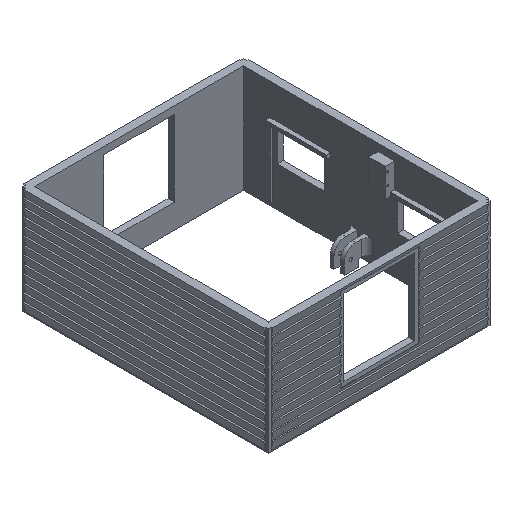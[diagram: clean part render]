
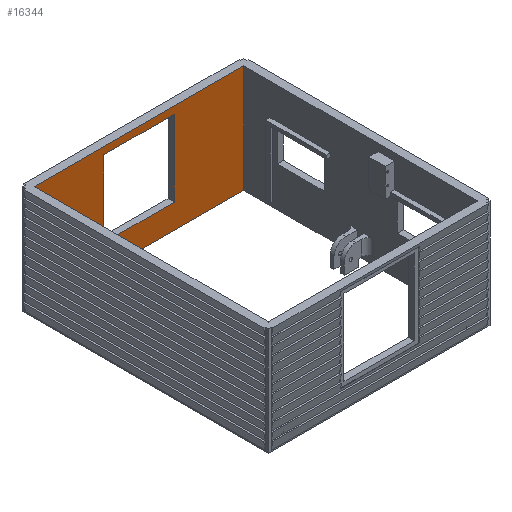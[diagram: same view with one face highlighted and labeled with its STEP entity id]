
A CAD part, isometric view. The second image highlights one B-rep face of the part: STEP entity #16344.
In plain terms, the highlighted planar face has unit normal (0, -1, 0).
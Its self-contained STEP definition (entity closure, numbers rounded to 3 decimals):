
#218 = VERTEX_POINT ( 'NONE', #6844 ) ;
#488 = VERTEX_POINT ( 'NONE', #18130 ) ;
#601 = VERTEX_POINT ( 'NONE', #16496 ) ;
#612 = LINE ( 'NONE', #4939, #16498 ) ;
#876 = ORIENTED_EDGE ( 'NONE', *, *, #18075, .F. ) ;
#1097 = EDGE_CURVE ( 'NONE', #1478, #488, #9122, .T. ) ;
#1188 = DIRECTION ( 'NONE',  ( 0., 0., -1. ) ) ;
#1478 = VERTEX_POINT ( 'NONE', #9095 ) ;
#1597 = CARTESIAN_POINT ( 'NONE',  ( -89.304, 99.81, 0. ) ) ;
#1641 = LINE ( 'NONE', #9581, #9574 ) ;
#2245 = LINE ( 'NONE', #11318, #19261 ) ;
#2408 = CARTESIAN_POINT ( 'NONE',  ( 30., 99.81, 20.86 ) ) ;
#3157 = EDGE_CURVE ( 'NONE', #15324, #601, #12274, .T. ) ;
#3864 = FACE_OUTER_BOUND ( 'NONE', #12944, .T. ) ;
#4304 = EDGE_LOOP ( 'NONE', ( #20286, #876, #13253, #19945 ) ) ;
#4415 = DIRECTION ( 'NONE',  ( 0., 0., -1. ) ) ;
#4894 = ORIENTED_EDGE ( 'NONE', *, *, #1097, .T. ) ;
#4939 = CARTESIAN_POINT ( 'NONE',  ( 30., 99.81, 85.86 ) ) ;
#5157 = VECTOR ( 'NONE', #20212, 1000. ) ;
#5315 = DIRECTION ( 'NONE',  ( 0., 0., -1. ) ) ;
#5506 = EDGE_CURVE ( 'NONE', #9651, #488, #19117, .T. ) ;
#6107 = EDGE_CURVE ( 'NONE', #20411, #9651, #10517, .T. ) ;
#6482 = DIRECTION ( 'NONE',  ( -1., 0., 0. ) ) ;
#6844 = CARTESIAN_POINT ( 'NONE',  ( -30., 99.81, 20.86 ) ) ;
#6959 = FACE_BOUND ( 'NONE', #4304, .T. ) ;
#6980 = LINE ( 'NONE', #13181, #19894 ) ;
#7504 = VERTEX_POINT ( 'NONE', #20077 ) ;
#8180 = EDGE_CURVE ( 'NONE', #7504, #218, #1641, .T. ) ;
#8430 = EDGE_CURVE ( 'NONE', #601, #7504, #612, .T. ) ;
#9095 = CARTESIAN_POINT ( 'NONE',  ( -89.304, 99.81, 92. ) ) ;
#9104 = VECTOR ( 'NONE', #20011, 1000. ) ;
#9110 = ORIENTED_EDGE ( 'NONE', *, *, #18007, .T. ) ;
#9122 = LINE ( 'NONE', #15321, #14775 ) ;
#9220 = VECTOR ( 'NONE', #19015, 1000. ) ;
#9574 = VECTOR ( 'NONE', #4415, 1000. ) ;
#9581 = CARTESIAN_POINT ( 'NONE',  ( -30., 99.81, 20.86 ) ) ;
#9651 = VERTEX_POINT ( 'NONE', #16804 ) ;
#10057 = DIRECTION ( 'NONE',  ( 0., -1., 0. ) ) ;
#10517 = LINE ( 'NONE', #15263, #5157 ) ;
#11318 = CARTESIAN_POINT ( 'NONE',  ( 30., 99.81, 20.86 ) ) ;
#11529 = DIRECTION ( 'NONE',  ( -1., 0., 0. ) ) ;
#12263 = ORIENTED_EDGE ( 'NONE', *, *, #6107, .F. ) ;
#12274 = LINE ( 'NONE', #15071, #9104 ) ;
#12944 = EDGE_LOOP ( 'NONE', ( #4894, #13550, #12263, #9110 ) ) ;
#13181 = CARTESIAN_POINT ( 'NONE',  ( -89.304, 99.81, 92. ) ) ;
#13252 = PLANE ( 'NONE',  #13503 ) ;
#13253 = ORIENTED_EDGE ( 'NONE', *, *, #8180, .F. ) ;
#13503 = AXIS2_PLACEMENT_3D ( 'NONE', #16158, #10057, #5315 ) ;
#13550 = ORIENTED_EDGE ( 'NONE', *, *, #5506, .F. ) ;
#14775 = VECTOR ( 'NONE', #1188, 1000. ) ;
#15071 = CARTESIAN_POINT ( 'NONE',  ( 30., 99.81, 20.86 ) ) ;
#15263 = CARTESIAN_POINT ( 'NONE',  ( 89.304, 99.81, 92. ) ) ;
#15321 = CARTESIAN_POINT ( 'NONE',  ( -89.304, 99.81, 92. ) ) ;
#15324 = VERTEX_POINT ( 'NONE', #2408 ) ;
#16078 = DIRECTION ( 'NONE',  ( 1., 0., 0. ) ) ;
#16158 = CARTESIAN_POINT ( 'NONE',  ( -89.304, 99.81, 92. ) ) ;
#16344 = ADVANCED_FACE ( 'NONE', ( #3864, #6959 ), #13252, .T. ) ;
#16496 = CARTESIAN_POINT ( 'NONE',  ( 30., 99.81, 85.86 ) ) ;
#16498 = VECTOR ( 'NONE', #6482, 1000. ) ;
#16804 = CARTESIAN_POINT ( 'NONE',  ( 89.304, 99.81, 0. ) ) ;
#17078 = CARTESIAN_POINT ( 'NONE',  ( 89.304, 99.81, 92. ) ) ;
#18007 = EDGE_CURVE ( 'NONE', #20411, #1478, #6980, .T. ) ;
#18075 = EDGE_CURVE ( 'NONE', #218, #15324, #2245, .T. ) ;
#18130 = CARTESIAN_POINT ( 'NONE',  ( -89.304, 99.81, 0. ) ) ;
#19015 = DIRECTION ( 'NONE',  ( -1., 0., 0. ) ) ;
#19117 = LINE ( 'NONE', #1597, #9220 ) ;
#19261 = VECTOR ( 'NONE', #16078, 1000. ) ;
#19894 = VECTOR ( 'NONE', #11529, 1000. ) ;
#19945 = ORIENTED_EDGE ( 'NONE', *, *, #8430, .F. ) ;
#20011 = DIRECTION ( 'NONE',  ( 0., 0., 1. ) ) ;
#20077 = CARTESIAN_POINT ( 'NONE',  ( -30., 99.81, 85.86 ) ) ;
#20212 = DIRECTION ( 'NONE',  ( 0., 0., -1. ) ) ;
#20286 = ORIENTED_EDGE ( 'NONE', *, *, #3157, .F. ) ;
#20411 = VERTEX_POINT ( 'NONE', #17078 ) ;
